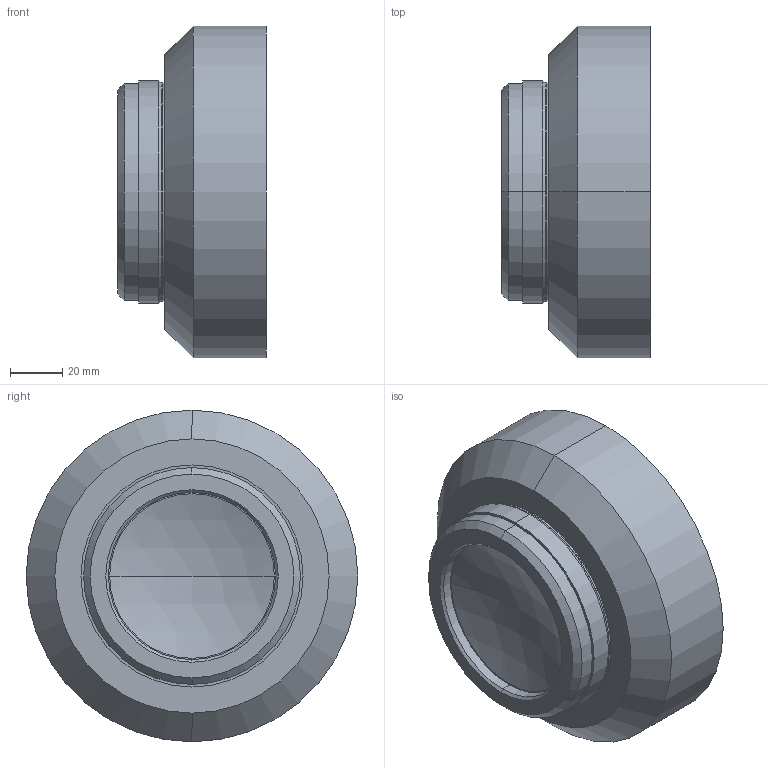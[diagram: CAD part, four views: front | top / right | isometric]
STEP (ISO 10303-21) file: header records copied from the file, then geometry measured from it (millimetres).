
FILE_DESCRIPTION (( 'STEP AP203' ), '1' );
FILE_NAME ('S4LFT0508_126_01.STEP', '2011-03-29T10:23:42', ( 'poweredge' ), ( '' ), 'SwSTEP 2.0', 'SolidWorks 2011', '' );
FILE_SCHEMA (( 'CONFIG_CONTROL_DESIGN' ));
Length unit declared in the file: millimetre
Products named in the file (1): S4LFT0508_126_01
Bounding box: 56.9 x 127 x 127 mm (x, y, z)
Surface area: 48374.2 mm2 (no closed solid volume)
Topology: 0 solids, 4 shells, 43 faces, 98 edges, 62 vertices
Faces by surface type: cylinder 14, plane 13, cone 8, sphere 4, torus 4
Entity records: 1294 total; most frequent: DIRECTION 246, CARTESIAN_POINT 204, ORIENTED_EDGE 178, AXIS2_PLACEMENT_3D 104, EDGE_CURVE 98, VERTEX_POINT 62, CIRCLE 60, EDGE_LOOP 48
